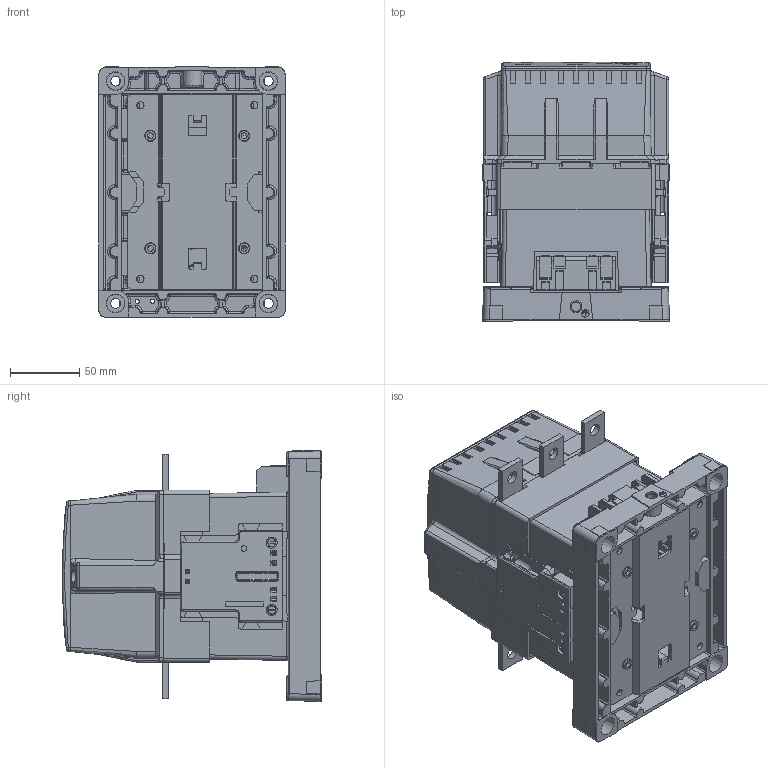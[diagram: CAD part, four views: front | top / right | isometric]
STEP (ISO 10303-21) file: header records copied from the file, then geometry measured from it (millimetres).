
FILE_DESCRIPTION (( 'STEP AP214' ), '1' );
FILE_NAME ('CNM 140, CNM 170, CNM 200 Assembly.STEP', '2019-06-25T08:47:31', ( '' ), ( '' ), 'SwSTEP 2.0', 'SolidWorks 2011', '' );
FILE_SCHEMA (( 'AUTOMOTIVE_DESIGN' ));
Length unit declared in the file: millimetre
Products named in the file (1): CNM 140, CNM 170, CNM 200 Assembly
Bounding box: 134.8 x 186.5 x 181.2 mm (x, y, z)
Volume: 968709.3 mm3; surface area: 542987.4 mm2
Topology: 28 solids, 28 shells, 5830 faces, 16231 edges, 10488 vertices
Faces by surface type: plane 3934, cylinder 1234, bspline 519, cone 87, torus 50, sphere 6
Full cylindrical faces by diameter (mm): 2.9 x4, 3 x2, 3.3 x16, 3.5 x4, 3.6 x4, 3.8 x6, 3.9 x4, 4 x10, 4.2 x20, 4.3 x6, 5.3 x10, 5.4 x1, 5.5 x6, 6.5 x4, 6.8 x1, 7 x4, 7.4 x4, 7.6 x6, 7.8 x12, 8 x4, 8.5 x1, 9 x8, 10 x4, 11.5 x2
Entity records: 269375 total; most frequent: CARTESIAN_POINT 60580, ORIENTED_EDGE 31784, DIRECTION 27047, EDGE_CURVE 15892, LINE 11915, VECTOR 11915, VERTEX_POINT 10440, AXIS2_PLACEMENT_3D 7566
